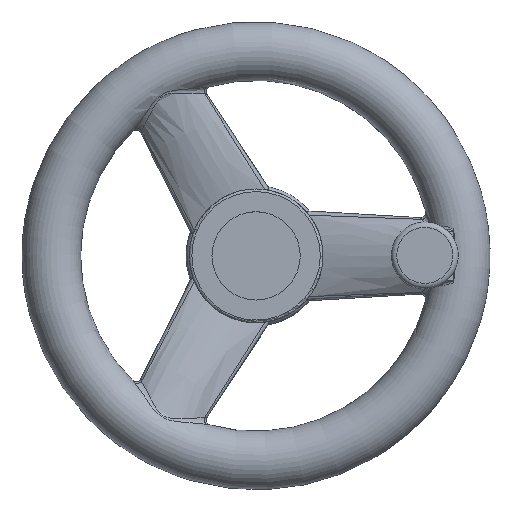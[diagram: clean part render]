
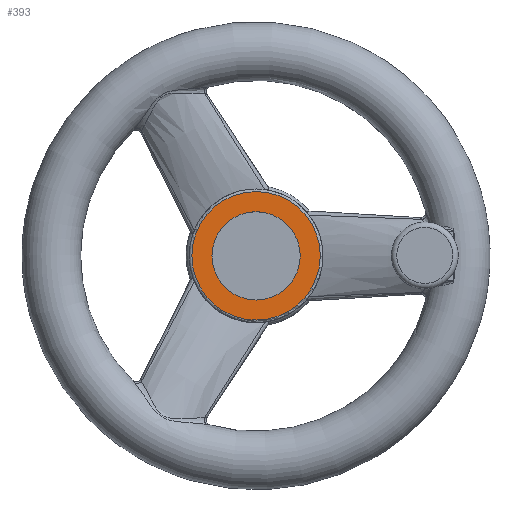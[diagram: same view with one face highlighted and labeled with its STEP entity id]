
A CAD part, top view. The second image highlights one B-rep face of the part: STEP entity #393.
In plain terms, the highlighted planar face has unit normal (0, 0, 1).
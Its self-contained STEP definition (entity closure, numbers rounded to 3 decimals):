
#393 = ADVANCED_FACE( '', ( #891, #892 ), #893, .F. );
#891 = FACE_OUTER_BOUND( '', #3705, .T. );
#892 = FACE_BOUND( '', #3706, .T. );
#893 = PLANE( '', #3707 );
#3705 = EDGE_LOOP( '', ( #6091 ) );
#3706 = EDGE_LOOP( '', ( #6092 ) );
#3707 = AXIS2_PLACEMENT_3D( '', #6093, #6094, #6095 );
#6091 = ORIENTED_EDGE( '', *, *, #7180, .T. );
#6092 = ORIENTED_EDGE( '', *, *, #7141, .F. );
#6093 = CARTESIAN_POINT( '', ( 0., 25., 42.5 ) );
#6094 = DIRECTION( '', ( 0., 0., -1. ) );
#6095 = DIRECTION( '', ( -1., 0., 0. ) );
#7141 = EDGE_CURVE( '', #7925, #7925, #7926, .T. );
#7180 = EDGE_CURVE( '', #7983, #7983, #7984, .F. );
#7925 = VERTEX_POINT( '', #10789 );
#7926 = CIRCLE( '', #10790, 16.5 );
#7983 = VERTEX_POINT( '', #11064 );
#7984 = CIRCLE( '', #11065, 24. );
#10789 = CARTESIAN_POINT( '', ( 16.5, 0., 42.5 ) );
#10790 = AXIS2_PLACEMENT_3D( '', #12564, #12565, #12566 );
#11064 = CARTESIAN_POINT( '', ( -24., 0., 42.5 ) );
#11065 = AXIS2_PLACEMENT_3D( '', #12590, #12591, #12592 );
#12564 = CARTESIAN_POINT( '', ( 0., 0., 42.5 ) );
#12565 = DIRECTION( '', ( 0., 0., 1. ) );
#12566 = DIRECTION( '', ( 1., 0., 0. ) );
#12590 = CARTESIAN_POINT( '', ( 0., 0., 42.5 ) );
#12591 = DIRECTION( '', ( 0., 0., -1. ) );
#12592 = DIRECTION( '', ( -1., 0., 0. ) );
